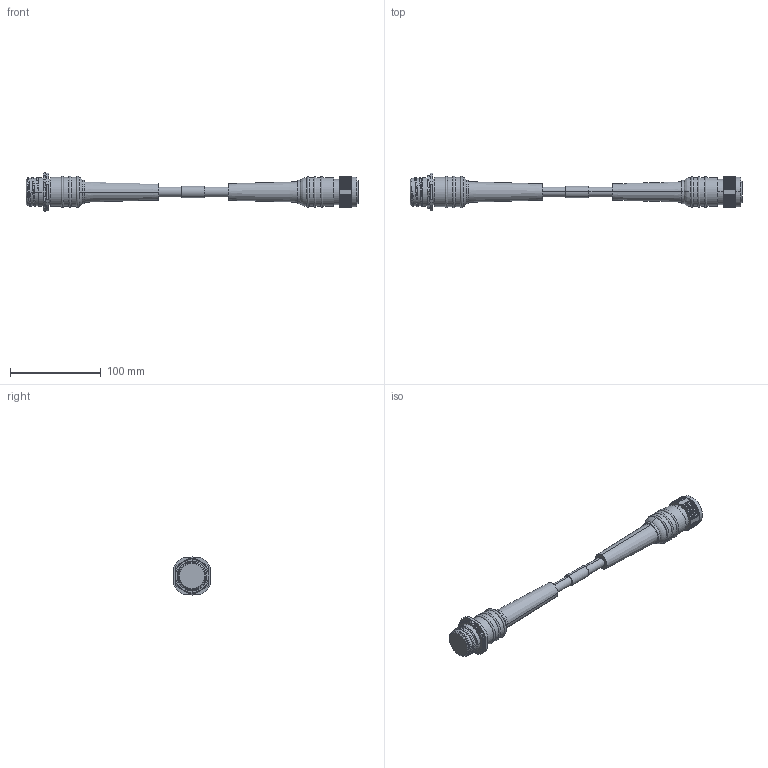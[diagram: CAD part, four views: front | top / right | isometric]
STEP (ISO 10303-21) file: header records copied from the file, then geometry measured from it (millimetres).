
FILE_DESCRIPTION((''),'2;1');
FILE_NAME('20C107500_SW0001','2023-01-11T10:57:12',('FDR0718'),(''),'CREO PARAMETRIC BY PTC INC, 2017380','CREO PARAMETRIC BY PTC INC, 2017380','');
FILE_SCHEMA(('CONFIG_CONTROL_DESIGN'));
Length unit declared in the file: inch
Products named in the file (1): 20C107500_SW0001
Bounding box: 365.12 x 41.27 x 42.12 mm (x, y, z)
Volume: 161693.4 mm3; surface area: 34484.3 mm2
Topology: 2 solids, 2 shells, 263 faces, 732 edges, 488 vertices
Faces by surface type: cylinder 163, plane 65, cone 18, torus 10, revolution 4, bspline 3
Entity records: 10080 total; most frequent: CARTESIAN_POINT 3065, DIRECTION 1523, ORIENTED_EDGE 1464, EDGE_CURVE 732, AXIS2_PLACEMENT_3D 607, VERTEX_POINT 488, CIRCLE 351, VECTOR 305
